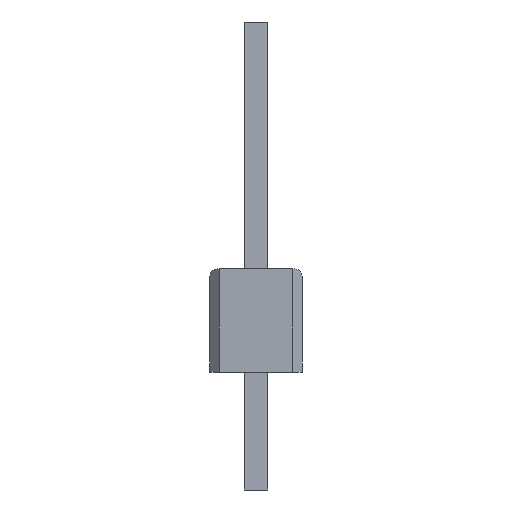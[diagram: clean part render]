
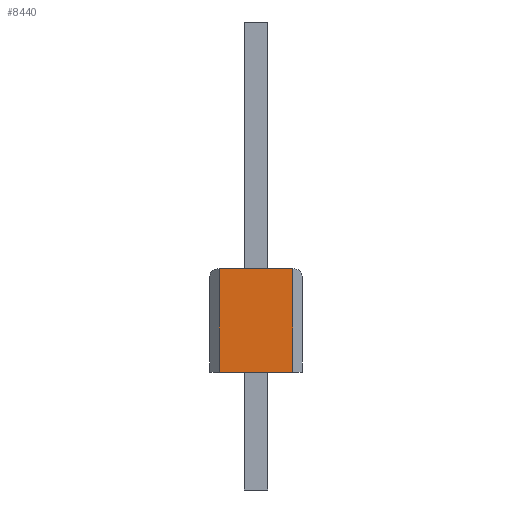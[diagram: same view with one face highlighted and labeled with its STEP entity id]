
A CAD part, left-side view. The second image highlights one B-rep face of the part: STEP entity #8440.
In plain terms, the highlighted planar face has unit normal (-1, 0, 0).
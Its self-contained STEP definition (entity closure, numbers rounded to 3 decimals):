
#134=DIRECTION('',(0.,0.,-1.));
#135=VECTOR('',#134,2.8);
#136=CARTESIAN_POINT('',(-40.64,1.,0.));
#137=LINE('',#136,#135);
#138=DIRECTION('',(0.,-1.,0.));
#139=VECTOR('',#138,2.);
#140=CARTESIAN_POINT('',(-40.64,1.,0.));
#141=LINE('',#140,#139);
#142=DIRECTION('',(0.,0.,-1.));
#143=VECTOR('',#142,2.8);
#144=CARTESIAN_POINT('',(-40.64,-1.,0.));
#145=LINE('',#144,#143);
#154=DIRECTION('',(0.,-1.,0.));
#155=VECTOR('',#154,2.);
#156=CARTESIAN_POINT('',(-40.64,1.,-2.8));
#157=LINE('',#156,#155);
#6686=CARTESIAN_POINT('',(-40.64,1.,0.));
#6687=CARTESIAN_POINT('',(-40.64,-1.,0.));
#6688=VERTEX_POINT('',#6686);
#6689=VERTEX_POINT('',#6687);
#6788=CARTESIAN_POINT('',(-40.64,1.,-2.8));
#6789=VERTEX_POINT('',#6788);
#6790=CARTESIAN_POINT('',(-40.64,-1.,-2.8));
#6791=VERTEX_POINT('',#6790);
#8425=CARTESIAN_POINT('',(-40.64,0.,0.));
#8426=DIRECTION('',(1.,0.,0.));
#8427=DIRECTION('',(0.,0.,-1.));
#8428=AXIS2_PLACEMENT_3D('',#8425,#8426,#8427);
#8429=PLANE('',#8428);
#8431=ORIENTED_EDGE('',*,*,#8430,.F.);
#8433=ORIENTED_EDGE('',*,*,#8432,.F.);
#8435=ORIENTED_EDGE('',*,*,#8434,.T.);
#8437=ORIENTED_EDGE('',*,*,#8436,.T.);
#8438=EDGE_LOOP('',(#8431,#8433,#8435,#8437));
#8439=FACE_OUTER_BOUND('',#8438,.F.);
#8430=EDGE_CURVE('',#6789,#6791,#157,.T.);
#8432=EDGE_CURVE('',#6688,#6789,#137,.T.);
#8434=EDGE_CURVE('',#6688,#6689,#141,.T.);
#8436=EDGE_CURVE('',#6689,#6791,#145,.T.);
#8440=ADVANCED_FACE('',(#8439),#8429,.F.);
